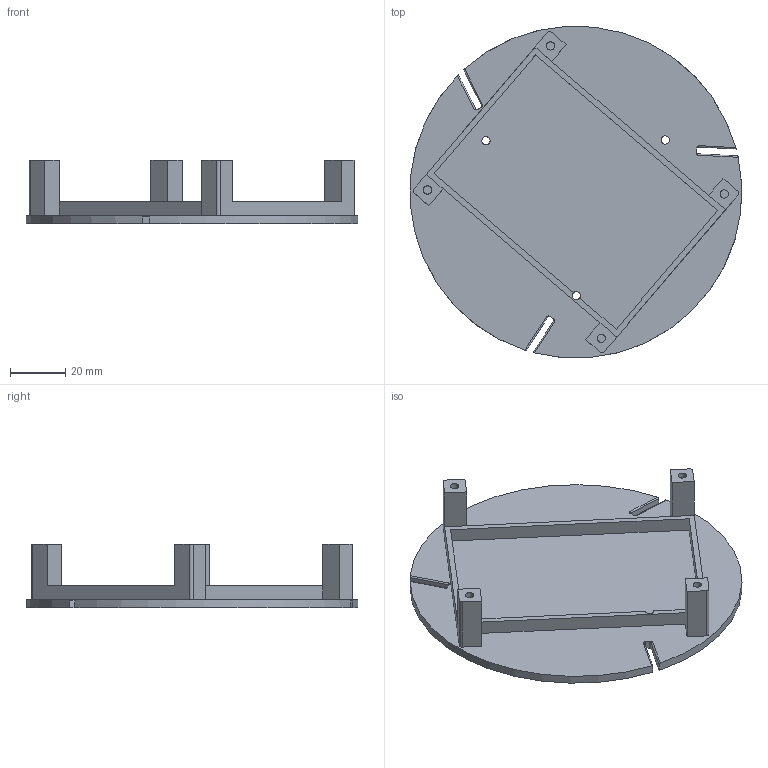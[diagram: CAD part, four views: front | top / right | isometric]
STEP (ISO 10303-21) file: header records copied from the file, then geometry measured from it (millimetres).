
FILE_DESCRIPTION(/* description */ (''),/* implementation_level */ '2;1');
FILE_NAME(/* name */ 'Breadboard_mount.stp',/* time_stamp */ '2021-12-01T23:25:00+01:00',/* author */ ('liset'),/* organization */ (''),/* preprocessor_version */ 'ST-DEVELOPER v17.2',/* originating_system */ 'Autodesk Inventor 2019',/* authorisation */ '');
FILE_SCHEMA (('AUTOMOTIVE_DESIGN { 1 0 10303 214 3 1 1 }'));
Length unit declared in the file: millimetre
Products named in the file (1): MOUNT_BREADBOARD
Bounding box: 119.8 x 119.71 x 23 mm (x, y, z)
Volume: 41137.3 mm3; surface area: 29537.7 mm2
Topology: 1 solids, 1 shells, 74 faces, 193 edges, 126 vertices
Faces by surface type: plane 42, cylinder 26, torus 6
Full cylindrical faces by diameter (mm): 3 x7
Entity records: 2465 total; most frequent: CARTESIAN_POINT 478, DIRECTION 387, ORIENTED_EDGE 386, EDGE_CURVE 193, AXIS2_PLACEMENT_3D 131, VERTEX_POINT 126, LINE 125, VECTOR 125
